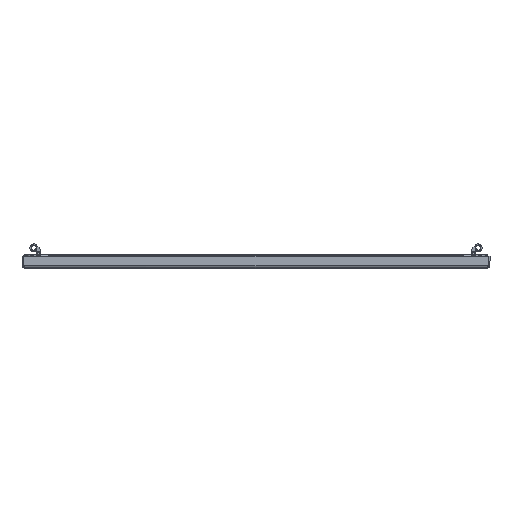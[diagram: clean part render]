
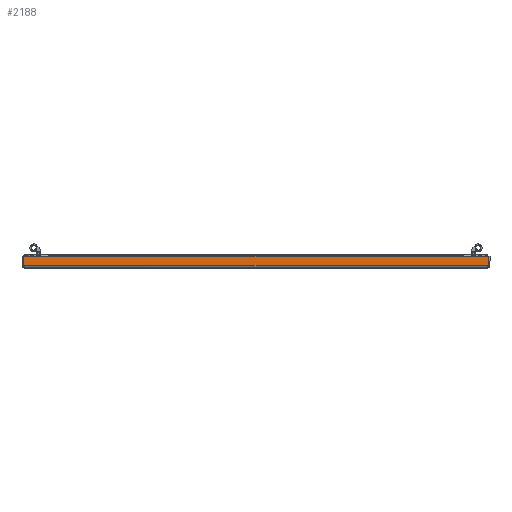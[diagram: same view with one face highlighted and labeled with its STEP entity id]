
A CAD part, front view. The second image highlights one B-rep face of the part: STEP entity #2188.
In plain terms, the highlighted planar face has unit normal (0, -1, 0).
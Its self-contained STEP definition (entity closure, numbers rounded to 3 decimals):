
#13 = CARTESIAN_POINT ( 'NONE',  ( -296.293, -798.5, 2. ) ) ;
#531 = ORIENTED_EDGE ( 'NONE', *, *, #11073, .F. ) ;
#551 = VECTOR ( 'NONE', #6778, 1000. ) ;
#859 = EDGE_CURVE ( 'NONE', #2886, #12046, #6329, .T. ) ;
#1278 = LINE ( 'NONE', #1543, #11312 ) ;
#1377 = LINE ( 'NONE', #5689, #13379 ) ;
#1543 = CARTESIAN_POINT ( 'NONE',  ( 0., -798.5, 13.6 ) ) ;
#2188 = ADVANCED_FACE ( 'NONE', ( #6472 ), #11719, .F. ) ;
#2886 = VERTEX_POINT ( 'NONE', #12939 ) ;
#2937 = VERTEX_POINT ( 'NONE', #13 ) ;
#3140 = ORIENTED_EDGE ( 'NONE', *, *, #11855, .F. ) ;
#4153 = EDGE_LOOP ( 'NONE', ( #531, #5818, #4534, #3140 ) ) ;
#4340 = CARTESIAN_POINT ( 'NONE',  ( 0., -798.5, 0. ) ) ;
#4534 = ORIENTED_EDGE ( 'NONE', *, *, #7225, .T. ) ;
#4741 = CARTESIAN_POINT ( 'NONE',  ( 296.293, -798.5, 13.6 ) ) ;
#5117 = DIRECTION ( 'NONE',  ( 0., 0., 1. ) ) ;
#5521 = DIRECTION ( 'NONE',  ( 0., 1., 0. ) ) ;
#5637 = DIRECTION ( 'NONE',  ( -1., 0., 0. ) ) ;
#5689 = CARTESIAN_POINT ( 'NONE',  ( -298.4, -798.5, 2. ) ) ;
#5818 = ORIENTED_EDGE ( 'NONE', *, *, #859, .T. ) ;
#5819 = CARTESIAN_POINT ( 'NONE',  ( -296.293, -798.5, 0. ) ) ;
#6329 = LINE ( 'NONE', #6582, #6826 ) ;
#6472 = FACE_OUTER_BOUND ( 'NONE', #4153, .T. ) ;
#6582 = CARTESIAN_POINT ( 'NONE',  ( 296.293, -798.5, 0. ) ) ;
#6778 = DIRECTION ( 'NONE',  ( 0., 0., 1. ) ) ;
#6826 = VECTOR ( 'NONE', #5117, 1000. ) ;
#7225 = EDGE_CURVE ( 'NONE', #12046, #11178, #1278, .T. ) ;
#7850 = CARTESIAN_POINT ( 'NONE',  ( -296.293, -798.5, 13.6 ) ) ;
#11073 = EDGE_CURVE ( 'NONE', #2886, #2937, #1377, .T. ) ;
#11088 = DIRECTION ( 'NONE',  ( -1., 0., 0. ) ) ;
#11178 = VERTEX_POINT ( 'NONE', #7850 ) ;
#11312 = VECTOR ( 'NONE', #5637, 1000. ) ;
#11612 = AXIS2_PLACEMENT_3D ( 'NONE', #4340, #5521, #11630 ) ;
#11630 = DIRECTION ( 'NONE',  ( 0., 0., 1. ) ) ;
#11719 = PLANE ( 'NONE',  #11612 ) ;
#11855 = EDGE_CURVE ( 'NONE', #2937, #11178, #12047, .T. ) ;
#12046 = VERTEX_POINT ( 'NONE', #4741 ) ;
#12047 = LINE ( 'NONE', #5819, #551 ) ;
#12939 = CARTESIAN_POINT ( 'NONE',  ( 296.293, -798.5, 2. ) ) ;
#13379 = VECTOR ( 'NONE', #11088, 1000. ) ;
